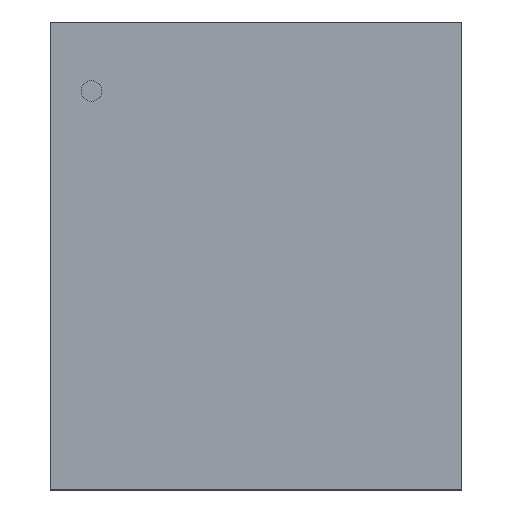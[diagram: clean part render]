
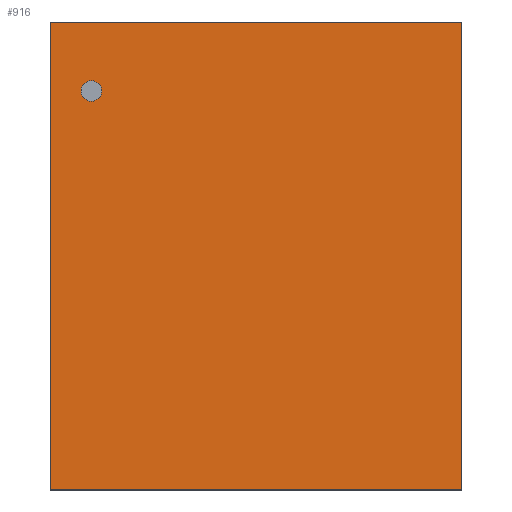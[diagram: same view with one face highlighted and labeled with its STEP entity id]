
A CAD part, top view. The second image highlights one B-rep face of the part: STEP entity #916.
In plain terms, the highlighted planar face has unit normal (0, 0, 1).
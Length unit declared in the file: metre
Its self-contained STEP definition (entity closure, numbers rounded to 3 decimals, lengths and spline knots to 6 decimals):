
#10=LINE('',#1378,#130);
#11=LINE('',#1381,#131);
#12=LINE('',#1383,#132);
#13=LINE('',#1385,#133);
#130=VECTOR('',#1112,1.);
#131=VECTOR('',#1113,1.);
#132=VECTOR('',#1114,1.);
#133=VECTOR('',#1115,1.);
#277=ORIENTED_EDGE('',*,*,#519,.T.);
#278=ORIENTED_EDGE('',*,*,#520,.T.);
#279=ORIENTED_EDGE('',*,*,#521,.T.);
#280=ORIENTED_EDGE('',*,*,#522,.T.);
#519=EDGE_CURVE('',#641,#642,#10,.T.);
#520=EDGE_CURVE('',#642,#643,#11,.T.);
#521=EDGE_CURVE('',#643,#644,#12,.T.);
#522=EDGE_CURVE('',#644,#641,#13,.T.);
#641=VERTEX_POINT('',#1379);
#642=VERTEX_POINT('',#1380);
#643=VERTEX_POINT('',#1382);
#644=VERTEX_POINT('',#1384);
#727=EDGE_LOOP('',(#277,#278,#279,#280));
#791=FACE_BOUND('',#727,.T.);
#853=PLANE('',#1027);
#916=ADVANCED_FACE('',(#791),#853,.T.);
#1027=AXIS2_PLACEMENT_3D('',#1377,#1110,#1111);
#1110=DIRECTION('',(0.,0.,1.));
#1111=DIRECTION('',(0.,1.,0.));
#1112=DIRECTION('',(1.,0.,0.));
#1113=DIRECTION('',(0.,1.,0.));
#1114=DIRECTION('',(-1.,0.,0.));
#1115=DIRECTION('',(0.,-1.,0.));
#1377=CARTESIAN_POINT('',(-0.000749,-0.000851,0.00061));
#1378=CARTESIAN_POINT('',(-0.000749,-0.000851,0.00061));
#1379=CARTESIAN_POINT('',(-0.000749,-0.000851,0.00061));
#1380=CARTESIAN_POINT('',(0.000749,-0.000851,0.00061));
#1381=CARTESIAN_POINT('',(0.000749,-0.000851,0.00061));
#1382=CARTESIAN_POINT('',(0.000749,0.000851,0.00061));
#1383=CARTESIAN_POINT('',(0.000749,0.000851,0.00061));
#1384=CARTESIAN_POINT('',(-0.000749,0.000851,0.00061));
#1385=CARTESIAN_POINT('',(-0.000749,0.000851,0.00061));
